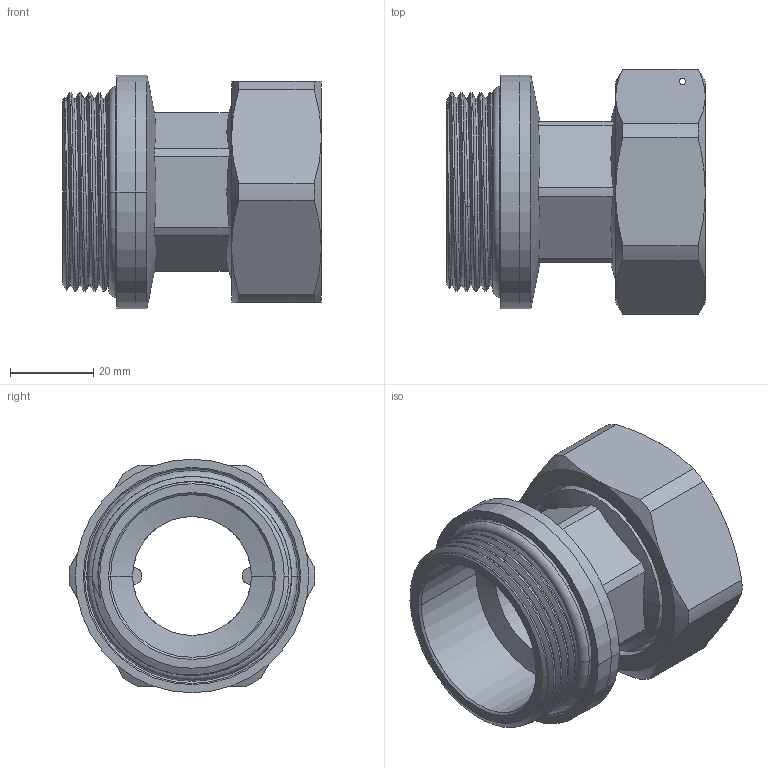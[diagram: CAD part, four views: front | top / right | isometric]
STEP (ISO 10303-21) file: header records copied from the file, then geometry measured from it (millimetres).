
FILE_DESCRIPTION((''),'2;1');
FILE_NAME('VT99007208W_ASM','2023-12-08T08:17:11',('Administrator'),(''),'CREO PARAMETRIC BY PTC INC, 2023072','CREO PARAMETRIC BY PTC INC, 2023072','');
FILE_SCHEMA(('CONFIG_CONTROL_DESIGN'));
Length unit declared in the file: millimetre
Products named in the file (7): VJ0141216308W; VT10005508R; VJ0115216108W; VT13013308; VT19000608; O-RING48X3_5; VT99007208W_ASM
Assembly tree (6 placements, depth 2):
  VT99007208W_ASM
    VJ0141216308W
    VT10005508R
    VJ0115216108W
    VT13013308
    VT19000608
    O-RING48X3_5
Bounding box: 62 x 58.98 x 56 mm (x, y, z)
Volume: 50231 mm3; surface area: 34440.2 mm2
Topology: 6 solids, 6 shells, 152 faces, 364 edges, 224 vertices
Faces by surface type: cylinder 63, cone 38, plane 28, bspline 15, torus 8
Entity records: 9202 total; most frequent: CARTESIAN_POINT 5694, ORIENTED_EDGE 728, DIRECTION 664, EDGE_CURVE 364, AXIS2_PLACEMENT_3D 278, VERTEX_POINT 224, EDGE_LOOP 164, FACE_OUTER_BOUND 152
